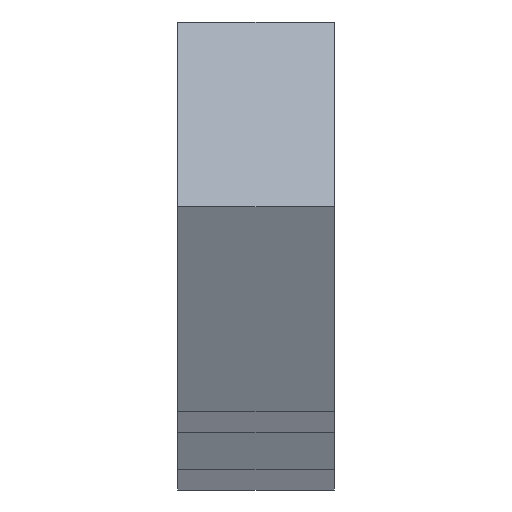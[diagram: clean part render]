
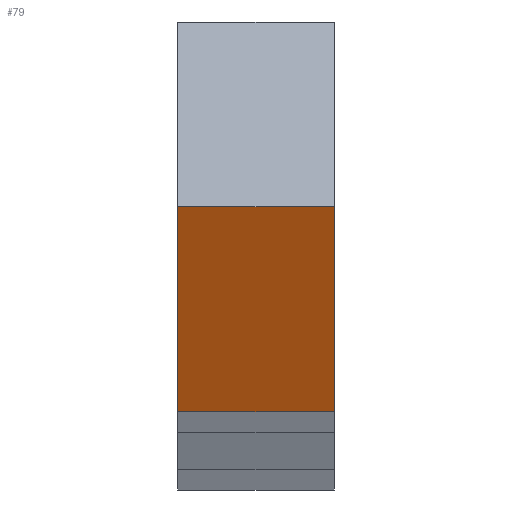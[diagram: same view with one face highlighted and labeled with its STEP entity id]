
A CAD part, top view. The second image highlights one B-rep face of the part: STEP entity #79.
In plain terms, the highlighted planar face has unit normal (0, -0.422, 0.907).
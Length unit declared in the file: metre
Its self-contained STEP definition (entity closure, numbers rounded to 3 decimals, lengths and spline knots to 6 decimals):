
#79 = ADVANCED_FACE( '', ( #158 ), #159, .T. );
#158 = FACE_OUTER_BOUND( '', #230, .T. );
#159 = PLANE( '', #231 );
#230 = EDGE_LOOP( '', ( #373, #374, #375, #376 ) );
#231 = AXIS2_PLACEMENT_3D( '', #377, #378, #379 );
#373 = ORIENTED_EDGE( '', *, *, #438, .F. );
#374 = ORIENTED_EDGE( '', *, *, #441, .F. );
#375 = ORIENTED_EDGE( '', *, *, #418, .T. );
#376 = ORIENTED_EDGE( '', *, *, #390, .T. );
#377 = CARTESIAN_POINT( '', ( -0.135274, -2.548254, 1.745059 ) );
#378 = DIRECTION( '', ( 0., -0.422, 0.907 ) );
#379 = DIRECTION( '', ( 0., -0.907, -0.422 ) );
#390 = EDGE_CURVE( '', #450, #447, #451, .T. );
#418 = EDGE_CURVE( '', #497, #450, #498, .T. );
#438 = EDGE_CURVE( '', #523, #447, #524, .T. );
#441 = EDGE_CURVE( '', #497, #523, #527, .T. );
#447 = VERTEX_POINT( '', #533 );
#450 = VERTEX_POINT( '', #537 );
#451 = LINE( '', #538, #539 );
#497 = VERTEX_POINT( '', #603 );
#498 = LINE( '', #604, #605 );
#523 = VERTEX_POINT( '', #642 );
#524 = LINE( '', #643, #644 );
#527 = LINE( '', #648, #649 );
#533 = CARTESIAN_POINT( '', ( -0.128924, -2.552409, 1.743127 ) );
#537 = CARTESIAN_POINT( '', ( -0.135274, -2.552409, 1.743127 ) );
#538 = CARTESIAN_POINT( '', ( -0.135274, -2.552409, 1.743127 ) );
#539 = VECTOR( '', #655, 1. );
#603 = CARTESIAN_POINT( '', ( -0.135274, -2.544098, 1.746991 ) );
#604 = CARTESIAN_POINT( '', ( -0.135274, -2.548254, 1.745059 ) );
#605 = VECTOR( '', #683, 1. );
#642 = CARTESIAN_POINT( '', ( -0.128924, -2.544098, 1.746991 ) );
#643 = CARTESIAN_POINT( '', ( -0.128924, -2.548254, 1.745059 ) );
#644 = VECTOR( '', #699, 1. );
#648 = CARTESIAN_POINT( '', ( -0.135274, -2.544098, 1.746991 ) );
#649 = VECTOR( '', #701, 1. );
#655 = DIRECTION( '', ( 1., 0., 0. ) );
#683 = DIRECTION( '', ( 0., -0.907, -0.422 ) );
#699 = DIRECTION( '', ( 0., -0.907, -0.422 ) );
#701 = DIRECTION( '', ( 1., 0., 0. ) );
